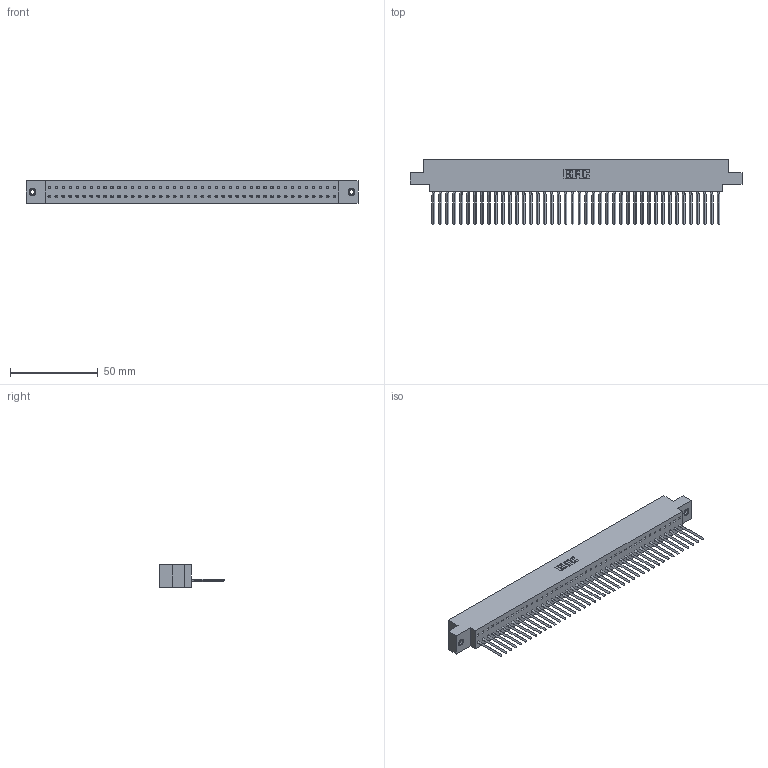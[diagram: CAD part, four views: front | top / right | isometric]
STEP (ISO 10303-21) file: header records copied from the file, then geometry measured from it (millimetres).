
FILE_DESCRIPTION (( 'STEP AP203' ), '1' );
FILE_NAME ('317-042-541-607.STEP', '2020-02-28T01:14:49', ( '' ), ( '' ), 'SwSTEP 2.0', 'SolidWorks 2016', '' );
FILE_SCHEMA (( 'CONFIG_CONTROL_DESIGN' ));
Length unit declared in the file: inch
Products named in the file (4): 317-042-541-607; 345-250-001_345-250-005-103; 317-290-002_541; 317 Part_.156 Dia - TI
Assembly tree (45 placements, depth 2):
  317-042-541-607
    317 Part_.156 Dia - TI
    317-290-002_541  x42
    345-250-001_345-250-005-103  x2
Bounding box: 189.13 x 37.34 x 12.7 mm (x, y, z)
Volume: 30656.8 mm3; surface area: 43355.6 mm2
Topology: 45 solids, 45 shells, 6546 faces, 18639 edges, 12110 vertices
Faces by surface type: plane 5298, cylinder 1064, bspline 168, cone 12, torus 4
Entity records: 62101 total; most frequent: CARTESIAN_POINT 11650, ORIENTED_EDGE 10938, DIRECTION 9027, EDGE_CURVE 5469, LINE 5085, VECTOR 5085, VERTEX_POINT 3634, AXIS2_PLACEMENT_3D 1971
